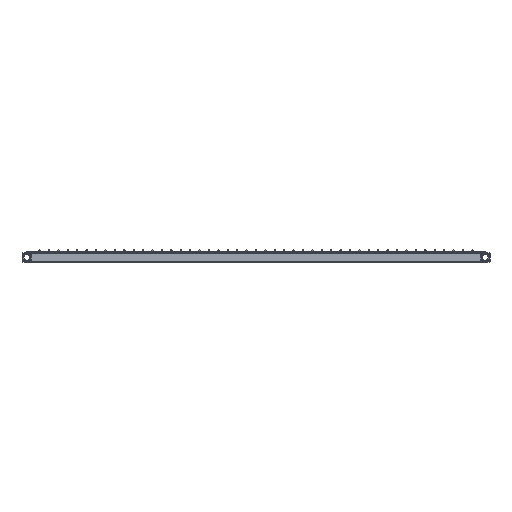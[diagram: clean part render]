
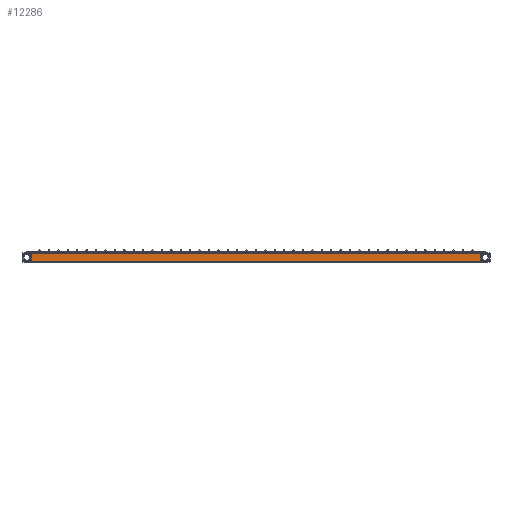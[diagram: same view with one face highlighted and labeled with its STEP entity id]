
A CAD part, left-side view. The second image highlights one B-rep face of the part: STEP entity #12286.
In plain terms, the highlighted planar face has unit normal (-1, 0, 0).
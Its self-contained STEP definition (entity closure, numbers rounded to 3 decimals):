
#1293 = VECTOR ( 'NONE', #14034, 1000. ) ;
#2613 = DIRECTION ( 'NONE',  ( 0., 0., 1. ) ) ;
#2785 = CARTESIAN_POINT ( 'NONE',  ( 0., -20., 2. ) ) ;
#2883 = DIRECTION ( 'NONE',  ( 0., 0., -1. ) ) ;
#3595 = LINE ( 'NONE', #27253, #22168 ) ;
#4663 = PLANE ( 'NONE',  #24167 ) ;
#6949 = CARTESIAN_POINT ( 'NONE',  ( 0., -20., 18. ) ) ;
#7651 = LINE ( 'NONE', #9594, #22863 ) ;
#8324 = VERTEX_POINT ( 'NONE', #27120 ) ;
#9594 = CARTESIAN_POINT ( 'NONE',  ( 0., -985., 18. ) ) ;
#9649 = EDGE_CURVE ( 'NONE', #12435, #20568, #28939, .T. ) ;
#10600 = CARTESIAN_POINT ( 'NONE',  ( 0., -985., 2. ) ) ;
#12286 = ADVANCED_FACE ( 'NONE', ( #16762 ), #4663, .F. ) ;
#12435 = VERTEX_POINT ( 'NONE', #6949 ) ;
#14034 = DIRECTION ( 'NONE',  ( 0., 1., 0. ) ) ;
#15910 = CARTESIAN_POINT ( 'NONE',  ( 0., -20., 2. ) ) ;
#16735 = ORIENTED_EDGE ( 'NONE', *, *, #20044, .F. ) ;
#16762 = FACE_OUTER_BOUND ( 'NONE', #26404, .T. ) ;
#17924 = EDGE_CURVE ( 'NONE', #8324, #22167, #3595, .T. ) ;
#19304 = ORIENTED_EDGE ( 'NONE', *, *, #17924, .T. ) ;
#19841 = DIRECTION ( 'NONE',  ( 0., 1., 0. ) ) ;
#20044 = EDGE_CURVE ( 'NONE', #8324, #20568, #28030, .T. ) ;
#20568 = VERTEX_POINT ( 'NONE', #2785 ) ;
#20783 = EDGE_CURVE ( 'NONE', #22167, #12435, #7651, .T. ) ;
#21482 = ORIENTED_EDGE ( 'NONE', *, *, #9649, .T. ) ;
#21829 = CARTESIAN_POINT ( 'NONE',  ( 0., -975., 18. ) ) ;
#22114 = DIRECTION ( 'NONE',  ( 0., 0., 1. ) ) ;
#22167 = VERTEX_POINT ( 'NONE', #21829 ) ;
#22168 = VECTOR ( 'NONE', #2613, 1000. ) ;
#22657 = VECTOR ( 'NONE', #2883, 1000. ) ;
#22863 = VECTOR ( 'NONE', #19841, 1000. ) ;
#24027 = CARTESIAN_POINT ( 'NONE',  ( 0., -985., 2. ) ) ;
#24167 = AXIS2_PLACEMENT_3D ( 'NONE', #24027, #28352, #22114 ) ;
#24197 = ORIENTED_EDGE ( 'NONE', *, *, #20783, .T. ) ;
#26404 = EDGE_LOOP ( 'NONE', ( #16735, #19304, #24197, #21482 ) ) ;
#27120 = CARTESIAN_POINT ( 'NONE',  ( 0., -975., 2. ) ) ;
#27253 = CARTESIAN_POINT ( 'NONE',  ( 0., -975., 2. ) ) ;
#28030 = LINE ( 'NONE', #10600, #1293 ) ;
#28352 = DIRECTION ( 'NONE',  ( 1., 0., 0. ) ) ;
#28939 = LINE ( 'NONE', #15910, #22657 ) ;
